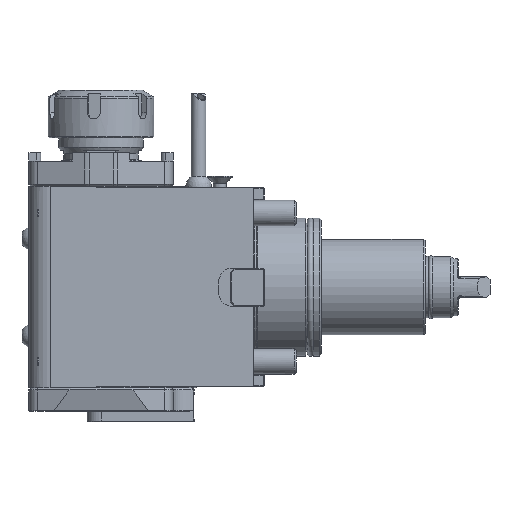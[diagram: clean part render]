
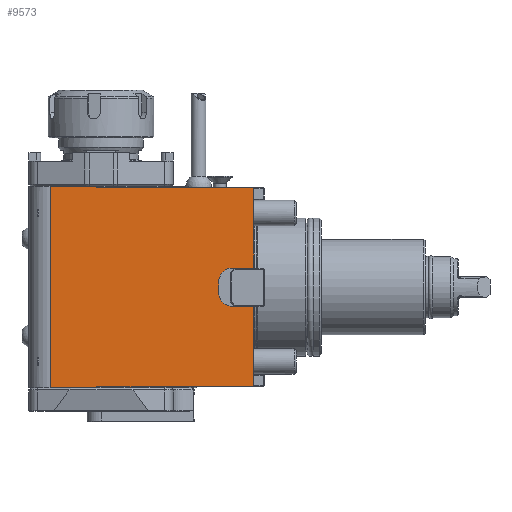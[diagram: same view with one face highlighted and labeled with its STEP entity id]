
A CAD part, left-side view. The second image highlights one B-rep face of the part: STEP entity #9573.
In plain terms, the highlighted planar face has unit normal (-1, 0, 0).
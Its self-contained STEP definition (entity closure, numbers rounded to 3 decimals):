
#180 = VECTOR ( 'NONE', #23852, 1000. ) ;
#819 = CARTESIAN_POINT ( 'NONE',  ( -47., 0., 0. ) ) ;
#1123 = EDGE_CURVE ( 'NONE', #30388, #27230, #6618, .T. ) ;
#1248 = CARTESIAN_POINT ( 'NONE',  ( -47., 2., -47. ) ) ;
#1594 = CARTESIAN_POINT ( 'NONE',  ( -47., 24., -47.5 ) ) ;
#1890 = DIRECTION ( 'NONE',  ( 0., 1., 0. ) ) ;
#2637 = CARTESIAN_POINT ( 'NONE',  ( -47., 24., -47.5 ) ) ;
#2666 = LINE ( 'NONE', #29900, #32863 ) ;
#2708 = VECTOR ( 'NONE', #26973, 1000. ) ;
#2848 = EDGE_CURVE ( 'NONE', #13445, #32053, #9449, .T. ) ;
#3217 = LINE ( 'NONE', #34625, #20636 ) ;
#3518 = CARTESIAN_POINT ( 'NONE',  ( -47., 2., -47.5 ) ) ;
#3942 = EDGE_CURVE ( 'NONE', #20499, #27230, #8037, .T. ) ;
#4213 = CARTESIAN_POINT ( 'NONE',  ( -47., -62., 9. ) ) ;
#4885 = VECTOR ( 'NONE', #17469, 1000. ) ;
#5191 = CARTESIAN_POINT ( 'NONE',  ( -47., -55.5, -2.5 ) ) ;
#5343 = VECTOR ( 'NONE', #22186, 1000. ) ;
#5869 = ORIENTED_EDGE ( 'NONE', *, *, #3942, .T. ) ;
#6023 = ORIENTED_EDGE ( 'NONE', *, *, #32099, .F. ) ;
#6238 = CARTESIAN_POINT ( 'NONE',  ( -47., 2., -47. ) ) ;
#6618 = LINE ( 'NONE', #8932, #4885 ) ;
#6734 = AXIS2_PLACEMENT_3D ( 'NONE', #25880, #9596, #7090 ) ;
#6942 = CARTESIAN_POINT ( 'NONE',  ( -47., -72., 9. ) ) ;
#7090 = DIRECTION ( 'NONE',  ( 0., 0., 1. ) ) ;
#7161 = ORIENTED_EDGE ( 'NONE', *, *, #8702, .F. ) ;
#8037 = LINE ( 'NONE', #21701, #31433 ) ;
#8139 = VERTEX_POINT ( 'NONE', #1594 ) ;
#8702 = EDGE_CURVE ( 'NONE', #8904, #30528, #29804, .T. ) ;
#8904 = VERTEX_POINT ( 'NONE', #6942 ) ;
#8932 = CARTESIAN_POINT ( 'NONE',  ( -47., -45., 47.5 ) ) ;
#9082 = ORIENTED_EDGE ( 'NONE', *, *, #2848, .F. ) ;
#9285 = ORIENTED_EDGE ( 'NONE', *, *, #27337, .F. ) ;
#9449 = LINE ( 'NONE', #32031, #31542 ) ;
#9573 = ADVANCED_FACE ( 'NONE', ( #28866 ), #28123, .F. ) ;
#9596 = DIRECTION ( 'NONE',  ( -1., 0., 0. ) ) ;
#10387 = ORIENTED_EDGE ( 'NONE', *, *, #21568, .F. ) ;
#10511 = CARTESIAN_POINT ( 'NONE',  ( -47., -55.5, 2.5 ) ) ;
#10773 = VERTEX_POINT ( 'NONE', #10511 ) ;
#10779 = CARTESIAN_POINT ( 'NONE',  ( -47., -72., -9. ) ) ;
#11473 = CARTESIAN_POINT ( 'NONE',  ( -47., -72., 0. ) ) ;
#11685 = ORIENTED_EDGE ( 'NONE', *, *, #14477, .F. ) ;
#12389 = ORIENTED_EDGE ( 'NONE', *, *, #29993, .F. ) ;
#12919 = LINE ( 'NONE', #11473, #180 ) ;
#13445 = VERTEX_POINT ( 'NONE', #22706 ) ;
#14477 = EDGE_CURVE ( 'NONE', #18471, #8904, #12919, .T. ) ;
#14997 = CIRCLE ( 'NONE', #6734, 6.5 ) ;
#15518 = AXIS2_PLACEMENT_3D ( 'NONE', #32692, #16390, #17089 ) ;
#15710 = ORIENTED_EDGE ( 'NONE', *, *, #29837, .T. ) ;
#15749 = EDGE_LOOP ( 'NONE', ( #9082, #34649, #10387, #18758, #9285, #7161, #11685, #12389, #5869, #31649, #15710, #33011, #6023, #19285 ) ) ;
#16125 = LINE ( 'NONE', #33189, #25495 ) ;
#16390 = DIRECTION ( 'NONE',  ( -1., 0., 0. ) ) ;
#16576 = DIRECTION ( 'NONE',  ( 0., 1., 0. ) ) ;
#17054 = DIRECTION ( 'NONE',  ( 0., 0., -1. ) ) ;
#17089 = DIRECTION ( 'NONE',  ( 0., 0., -1. ) ) ;
#17469 = DIRECTION ( 'NONE',  ( 0., -1., 0. ) ) ;
#17540 = VERTEX_POINT ( 'NONE', #23553 ) ;
#17565 = LINE ( 'NONE', #6238, #34226 ) ;
#17846 = VECTOR ( 'NONE', #19489, 1000. ) ;
#18471 = VERTEX_POINT ( 'NONE', #24297 ) ;
#18758 = ORIENTED_EDGE ( 'NONE', *, *, #32093, .F. ) ;
#19078 = CARTESIAN_POINT ( 'NONE',  ( -47., -72., -47. ) ) ;
#19182 = CARTESIAN_POINT ( 'NONE',  ( -47., 2., 47. ) ) ;
#19285 = ORIENTED_EDGE ( 'NONE', *, *, #31557, .F. ) ;
#19460 = DIRECTION ( 'NONE',  ( 1., 0., 0. ) ) ;
#19489 = DIRECTION ( 'NONE',  ( 0., 0., -1. ) ) ;
#19665 = VERTEX_POINT ( 'NONE', #1248 ) ;
#19760 = VERTEX_POINT ( 'NONE', #28443 ) ;
#20385 = LINE ( 'NONE', #2637, #17846 ) ;
#20499 = VERTEX_POINT ( 'NONE', #19182 ) ;
#20636 = VECTOR ( 'NONE', #1890, 1000. ) ;
#20853 = DIRECTION ( 'NONE',  ( 0., 0., -1. ) ) ;
#21568 = EDGE_CURVE ( 'NONE', #17540, #19760, #34085, .T. ) ;
#21701 = CARTESIAN_POINT ( 'NONE',  ( -47., 2., 47. ) ) ;
#22186 = DIRECTION ( 'NONE',  ( 0., -1., 0. ) ) ;
#22463 = DIRECTION ( 'NONE',  ( 0., -1., 0. ) ) ;
#22650 = CARTESIAN_POINT ( 'NONE',  ( -47., 24., 47.5 ) ) ;
#22669 = CARTESIAN_POINT ( 'NONE',  ( -47., 2., 47.5 ) ) ;
#22706 = CARTESIAN_POINT ( 'NONE',  ( -47., -72., -9. ) ) ;
#23553 = CARTESIAN_POINT ( 'NONE',  ( -47., -55.5, -2.5 ) ) ;
#23852 = DIRECTION ( 'NONE',  ( 0., 0., -1. ) ) ;
#24297 = CARTESIAN_POINT ( 'NONE',  ( -47., -72., 47. ) ) ;
#24433 = DIRECTION ( 'NONE',  ( 0., 0., 1. ) ) ;
#25249 = VERTEX_POINT ( 'NONE', #3518 ) ;
#25495 = VECTOR ( 'NONE', #22463, 1000. ) ;
#25880 = CARTESIAN_POINT ( 'NONE',  ( -47., -62., 2.5 ) ) ;
#26007 = AXIS2_PLACEMENT_3D ( 'NONE', #819, #19460, #30761 ) ;
#26086 = EDGE_CURVE ( 'NONE', #19760, #13445, #34321, .T. ) ;
#26973 = DIRECTION ( 'NONE',  ( 0., 0., -1. ) ) ;
#27230 = VERTEX_POINT ( 'NONE', #22669 ) ;
#27245 = VECTOR ( 'NONE', #33396, 1000. ) ;
#27337 = EDGE_CURVE ( 'NONE', #30528, #10773, #14997, .T. ) ;
#27494 = EDGE_CURVE ( 'NONE', #25249, #8139, #2666, .T. ) ;
#28123 = PLANE ( 'NONE',  #26007 ) ;
#28443 = CARTESIAN_POINT ( 'NONE',  ( -47., -62., -9. ) ) ;
#28866 = FACE_OUTER_BOUND ( 'NONE', #15749, .T. ) ;
#29804 = LINE ( 'NONE', #33514, #27245 ) ;
#29837 = EDGE_CURVE ( 'NONE', #30388, #8139, #20385, .T. ) ;
#29900 = CARTESIAN_POINT ( 'NONE',  ( -47., 34., -47.5 ) ) ;
#29993 = EDGE_CURVE ( 'NONE', #20499, #18471, #16125, .T. ) ;
#30388 = VERTEX_POINT ( 'NONE', #22650 ) ;
#30528 = VERTEX_POINT ( 'NONE', #4213 ) ;
#30761 = DIRECTION ( 'NONE',  ( 0., 0., -1. ) ) ;
#31215 = LINE ( 'NONE', #5191, #2708 ) ;
#31433 = VECTOR ( 'NONE', #24433, 1000. ) ;
#31542 = VECTOR ( 'NONE', #20853, 1000. ) ;
#31557 = EDGE_CURVE ( 'NONE', #32053, #19665, #3217, .T. ) ;
#31649 = ORIENTED_EDGE ( 'NONE', *, *, #1123, .F. ) ;
#32031 = CARTESIAN_POINT ( 'NONE',  ( -47., -72., 0. ) ) ;
#32053 = VERTEX_POINT ( 'NONE', #19078 ) ;
#32093 = EDGE_CURVE ( 'NONE', #10773, #17540, #31215, .T. ) ;
#32099 = EDGE_CURVE ( 'NONE', #19665, #25249, #17565, .T. ) ;
#32692 = CARTESIAN_POINT ( 'NONE',  ( -47., -62., -2.5 ) ) ;
#32863 = VECTOR ( 'NONE', #16576, 1000. ) ;
#33011 = ORIENTED_EDGE ( 'NONE', *, *, #27494, .F. ) ;
#33189 = CARTESIAN_POINT ( 'NONE',  ( -47., -45., 47. ) ) ;
#33396 = DIRECTION ( 'NONE',  ( 0., 1., 0. ) ) ;
#33514 = CARTESIAN_POINT ( 'NONE',  ( -47., -72., 9. ) ) ;
#34085 = CIRCLE ( 'NONE', #15518, 6.5 ) ;
#34226 = VECTOR ( 'NONE', #17054, 1000. ) ;
#34321 = LINE ( 'NONE', #10779, #5343 ) ;
#34625 = CARTESIAN_POINT ( 'NONE',  ( -47., -45., -47. ) ) ;
#34649 = ORIENTED_EDGE ( 'NONE', *, *, #26086, .F. ) ;
